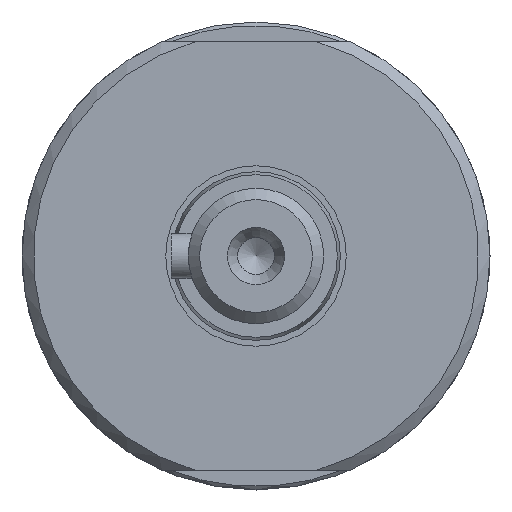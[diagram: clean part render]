
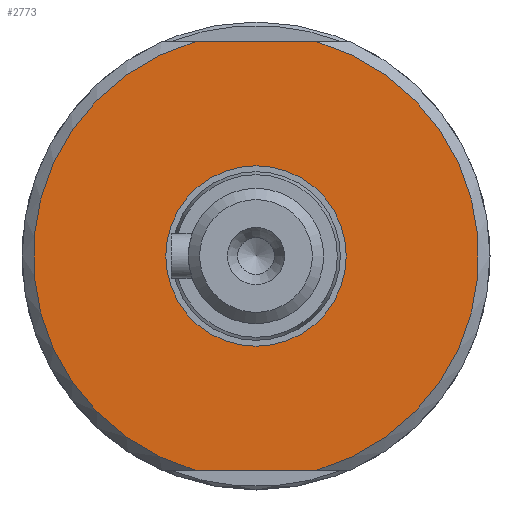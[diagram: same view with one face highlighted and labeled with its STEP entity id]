
A CAD part, left-side view. The second image highlights one B-rep face of the part: STEP entity #2773.
In plain terms, the highlighted planar face has unit normal (-1, 0, 0).
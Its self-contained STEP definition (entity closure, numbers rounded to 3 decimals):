
#82=FACE_BOUND('',#1060,.T.);
#317=LINE('',#4517,#562);
#321=LINE('',#4533,#566);
#562=VECTOR('',#3580,10.);
#566=VECTOR('',#3588,10.);
#890=FACE_OUTER_BOUND('',#1059,.T.);
#1059=EDGE_LOOP('',(#2375,#2376,#2377,#2378));
#1060=EDGE_LOOP('',(#2379));
#1154=CIRCLE('',#2996,19.75);
#1157=CIRCLE('',#3001,8.);
#1158=CIRCLE('',#3003,19.75);
#1370=VERTEX_POINT('',#4512);
#1371=VERTEX_POINT('',#4516);
#1374=VERTEX_POINT('',#4528);
#1375=VERTEX_POINT('',#4532);
#1378=VERTEX_POINT('',#4547);
#1708=EDGE_CURVE('',#1371,#1370,#317,.T.);
#1714=EDGE_CURVE('',#1375,#1374,#321,.T.);
#1717=EDGE_CURVE('',#1371,#1374,#1154,.T.);
#1721=EDGE_CURVE('',#1378,#1378,#1157,.T.);
#1722=EDGE_CURVE('',#1375,#1370,#1158,.T.);
#2375=ORIENTED_EDGE('',*,*,#1708,.T.);
#2376=ORIENTED_EDGE('',*,*,#1722,.F.);
#2377=ORIENTED_EDGE('',*,*,#1714,.T.);
#2378=ORIENTED_EDGE('',*,*,#1717,.F.);
#2379=ORIENTED_EDGE('',*,*,#1721,.T.);
#2634=PLANE('',#3002);
#2773=ADVANCED_FACE('',(#890,#82),#2634,.T.);
#2996=AXIS2_PLACEMENT_3D('',#4540,#3595,#3596);
#3001=AXIS2_PLACEMENT_3D('',#4549,#3606,#3607);
#3002=AXIS2_PLACEMENT_3D('',#4550,#3608,#3609);
#3003=AXIS2_PLACEMENT_3D('',#4551,#3610,#3611);
#3580=DIRECTION('',(0.,1.,0.));
#3588=DIRECTION('',(0.,-1.,0.));
#3595=DIRECTION('center_axis',(1.,0.,0.));
#3596=DIRECTION('ref_axis',(0.,-1.,0.));
#3606=DIRECTION('center_axis',(1.,0.,0.));
#3607=DIRECTION('ref_axis',(0.,-1.,0.));
#3608=DIRECTION('center_axis',(-1.,0.,0.));
#3609=DIRECTION('ref_axis',(0.,0.,-1.));
#3610=DIRECTION('center_axis',(1.,0.,0.));
#3611=DIRECTION('ref_axis',(0.,-1.,0.));
#4512=CARTESIAN_POINT('',(-87.5,5.391,19.));
#4516=CARTESIAN_POINT('',(-87.5,-5.391,19.));
#4517=CARTESIAN_POINT('',(-87.5,-1.392,19.));
#4528=CARTESIAN_POINT('',(-87.5,-5.391,-19.));
#4532=CARTESIAN_POINT('',(-87.5,5.391,-19.));
#4533=CARTESIAN_POINT('',(-87.5,-12.483,-19.));
#4540=CARTESIAN_POINT('Origin',(-87.5,0.,0.));
#4547=CARTESIAN_POINT('',(-87.5,8.,0.));
#4549=CARTESIAN_POINT('Origin',(-87.5,0.,0.));
#4550=CARTESIAN_POINT('Origin',(-87.5,-13.875,0.));
#4551=CARTESIAN_POINT('Origin',(-87.5,0.,0.));
